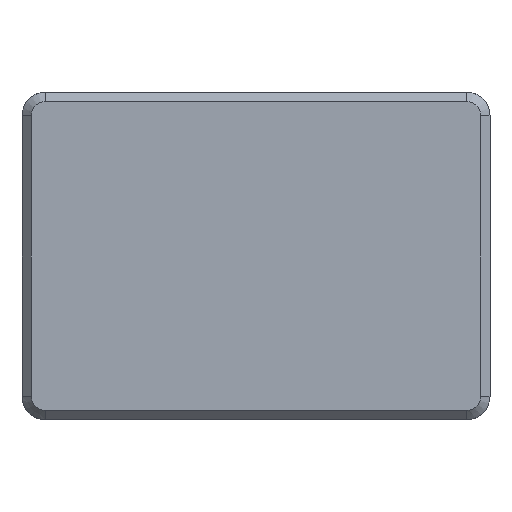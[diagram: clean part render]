
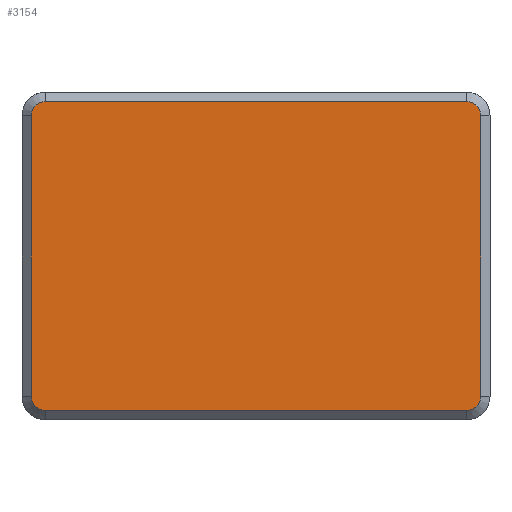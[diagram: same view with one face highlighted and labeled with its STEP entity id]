
A CAD part, front view. The second image highlights one B-rep face of the part: STEP entity #3154.
In plain terms, the highlighted planar face has unit normal (0, -1, 0).
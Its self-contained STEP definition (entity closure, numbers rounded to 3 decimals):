
#23 = VERTEX_POINT ( 'NONE', #2904 ) ;
#93 = CARTESIAN_POINT ( 'NONE',  ( -48., 0., -30. ) ) ;
#94 = VECTOR ( 'NONE', #1283, 1000. ) ;
#99 = CARTESIAN_POINT ( 'NONE',  ( 45., 0., -33. ) ) ;
#157 = CARTESIAN_POINT ( 'NONE',  ( 45., 0., 30. ) ) ;
#166 = EDGE_CURVE ( 'NONE', #2874, #2930, #524, .T. ) ;
#179 = CARTESIAN_POINT ( 'NONE',  ( -48., 0., -30. ) ) ;
#264 = CARTESIAN_POINT ( 'NONE',  ( -45., 0., 33. ) ) ;
#268 = AXIS2_PLACEMENT_3D ( 'NONE', #2378, #1585, #1880 ) ;
#313 = ORIENTED_EDGE ( 'NONE', *, *, #2271, .T. ) ;
#429 = DIRECTION ( 'NONE',  ( 0., -1., 0. ) ) ;
#449 = EDGE_LOOP ( 'NONE', ( #1640, #3212, #651, #533, #3064, #313, #1878, #2284 ) ) ;
#491 = DIRECTION ( 'NONE',  ( 0., -1., 0. ) ) ;
#502 = CIRCLE ( 'NONE', #921, 3. ) ;
#524 = LINE ( 'NONE', #264, #94 ) ;
#525 = CARTESIAN_POINT ( 'NONE',  ( 0., 0., 0. ) ) ;
#530 = CARTESIAN_POINT ( 'NONE',  ( 48., 0., -30. ) ) ;
#533 = ORIENTED_EDGE ( 'NONE', *, *, #2340, .T. ) ;
#602 = CARTESIAN_POINT ( 'NONE',  ( 48., 0., 30. ) ) ;
#651 = ORIENTED_EDGE ( 'NONE', *, *, #2258, .T. ) ;
#742 = LINE ( 'NONE', #2517, #747 ) ;
#747 = VECTOR ( 'NONE', #938, 1000. ) ;
#786 = DIRECTION ( 'NONE',  ( 0., 0., -1. ) ) ;
#808 = DIRECTION ( 'NONE',  ( 0., -1., 0. ) ) ;
#873 = DIRECTION ( 'NONE',  ( 0., 0., -1. ) ) ;
#921 = AXIS2_PLACEMENT_3D ( 'NONE', #2684, #429, #1437 ) ;
#938 = DIRECTION ( 'NONE',  ( 1., 0., 0. ) ) ;
#992 = VERTEX_POINT ( 'NONE', #530 ) ;
#1160 = EDGE_CURVE ( 'NONE', #2195, #2569, #1357, .T. ) ;
#1161 = DIRECTION ( 'NONE',  ( 0., -1., 0. ) ) ;
#1167 = DIRECTION ( 'NONE',  ( 0., 0., -1. ) ) ;
#1283 = DIRECTION ( 'NONE',  ( -1., 0., 0. ) ) ;
#1313 = FACE_OUTER_BOUND ( 'NONE', #449, .T. ) ;
#1357 = CIRCLE ( 'NONE', #2192, 3. ) ;
#1396 = EDGE_CURVE ( 'NONE', #2840, #992, #502, .T. ) ;
#1437 = DIRECTION ( 'NONE',  ( 0., 0., -1. ) ) ;
#1585 = DIRECTION ( 'NONE',  ( 0., -1., 0. ) ) ;
#1640 = ORIENTED_EDGE ( 'NONE', *, *, #2748, .T. ) ;
#1682 = CIRCLE ( 'NONE', #268, 3. ) ;
#1718 = DIRECTION ( 'NONE',  ( 0., 0., -1. ) ) ;
#1785 = CIRCLE ( 'NONE', #2203, 3. ) ;
#1878 = ORIENTED_EDGE ( 'NONE', *, *, #2995, .T. ) ;
#1880 = DIRECTION ( 'NONE',  ( 0., 0., -1. ) ) ;
#2192 = AXIS2_PLACEMENT_3D ( 'NONE', #2859, #808, #873 ) ;
#2195 = VERTEX_POINT ( 'NONE', #93 ) ;
#2203 = AXIS2_PLACEMENT_3D ( 'NONE', #157, #1161, #1718 ) ;
#2258 = EDGE_CURVE ( 'NONE', #992, #2789, #2608, .T. ) ;
#2263 = VECTOR ( 'NONE', #3126, 1000. ) ;
#2271 = EDGE_CURVE ( 'NONE', #2930, #23, #1682, .T. ) ;
#2284 = ORIENTED_EDGE ( 'NONE', *, *, #1160, .T. ) ;
#2340 = EDGE_CURVE ( 'NONE', #2789, #2874, #1785, .T. ) ;
#2378 = CARTESIAN_POINT ( 'NONE',  ( -45., 0., 30. ) ) ;
#2517 = CARTESIAN_POINT ( 'NONE',  ( 45., 0., -33. ) ) ;
#2541 = VECTOR ( 'NONE', #1167, 1000. ) ;
#2569 = VERTEX_POINT ( 'NONE', #2860 ) ;
#2596 = CARTESIAN_POINT ( 'NONE',  ( -45., 0., 33. ) ) ;
#2608 = LINE ( 'NONE', #602, #2263 ) ;
#2684 = CARTESIAN_POINT ( 'NONE',  ( 45., 0., -30. ) ) ;
#2703 = AXIS2_PLACEMENT_3D ( 'NONE', #525, #491, #786 ) ;
#2748 = EDGE_CURVE ( 'NONE', #2569, #2840, #742, .T. ) ;
#2789 = VERTEX_POINT ( 'NONE', #3216 ) ;
#2840 = VERTEX_POINT ( 'NONE', #99 ) ;
#2859 = CARTESIAN_POINT ( 'NONE',  ( -45., 0., -30. ) ) ;
#2860 = CARTESIAN_POINT ( 'NONE',  ( -45., 0., -33. ) ) ;
#2874 = VERTEX_POINT ( 'NONE', #3098 ) ;
#2904 = CARTESIAN_POINT ( 'NONE',  ( -48., 0., 30. ) ) ;
#2930 = VERTEX_POINT ( 'NONE', #2596 ) ;
#2995 = EDGE_CURVE ( 'NONE', #23, #2195, #3163, .T. ) ;
#3027 = PLANE ( 'NONE',  #2703 ) ;
#3064 = ORIENTED_EDGE ( 'NONE', *, *, #166, .T. ) ;
#3098 = CARTESIAN_POINT ( 'NONE',  ( 45., 0., 33. ) ) ;
#3126 = DIRECTION ( 'NONE',  ( 0., 0., 1. ) ) ;
#3154 = ADVANCED_FACE ( 'NONE', ( #1313 ), #3027, .T. ) ;
#3163 = LINE ( 'NONE', #179, #2541 ) ;
#3212 = ORIENTED_EDGE ( 'NONE', *, *, #1396, .T. ) ;
#3216 = CARTESIAN_POINT ( 'NONE',  ( 48., 0., 30. ) ) ;
